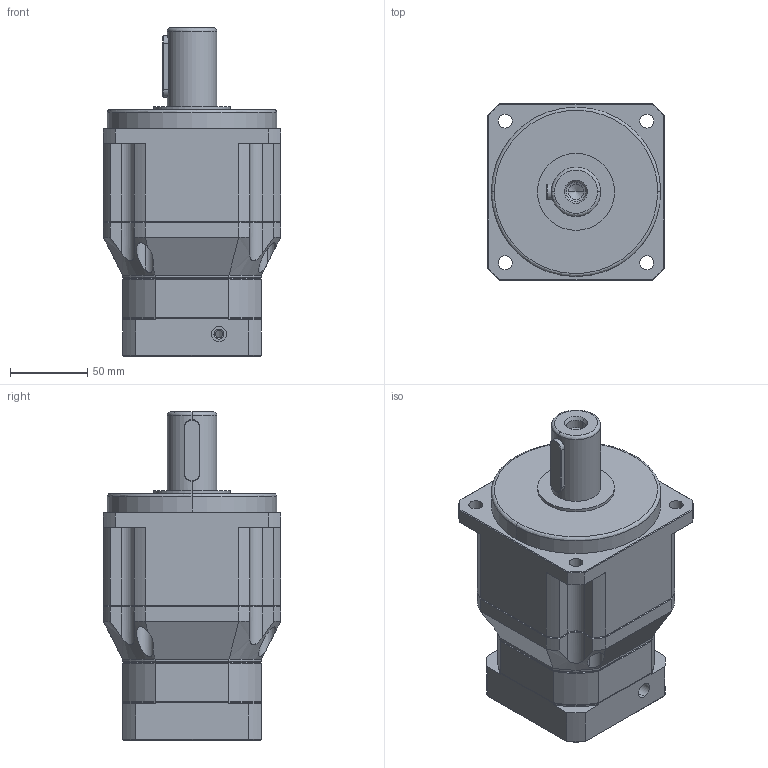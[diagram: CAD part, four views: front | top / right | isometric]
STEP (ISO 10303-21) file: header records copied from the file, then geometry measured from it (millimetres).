
FILE_DESCRIPTION (( 'STEP AP214' ), '1' );
FILE_NAME ('SB115-L2-16-80-100M6.STEP', '2024-01-06T07:39:30', ( 'admin' ), ( '' ), 'SwSTEP 2.0', 'SolidWorks 2013', '' );
FILE_SCHEMA (( 'AUTOMOTIVE_DESIGN' ));
Length unit declared in the file: millimetre
Products named in the file (4): SB090-80-100M6; SB115-L2_X2_58F34F537AEF_X0_-19; SB115_X2_8F9351FA7AEF_X0_; SB115-L2-16-80-100M6
Assembly tree (3 placements, depth 2):
  SB115-L2-16-80-100M6
    SB115_X2_8F9351FA7AEF_X0_
    SB115-L2_X2_58F34F537AEF_X0_-19
    SB090-80-100M6
Bounding box: 115 x 115 x 213 mm (x, y, z)
Volume: 1543191.4 mm3; surface area: 145898.7 mm2
Topology: 3 solids, 3 shells, 390 faces, 961 edges, 577 vertices
Faces by surface type: cylinder 151, plane 128, cone 104, bspline 7
Entity records: 16838 total; most frequent: CARTESIAN_POINT 3276, DIRECTION 1946, ORIENTED_EDGE 1886, EDGE_CURVE 943, AXIS2_PLACEMENT_3D 767, VERTEX_POINT 577, EDGE_LOOP 446, VECTOR 412
